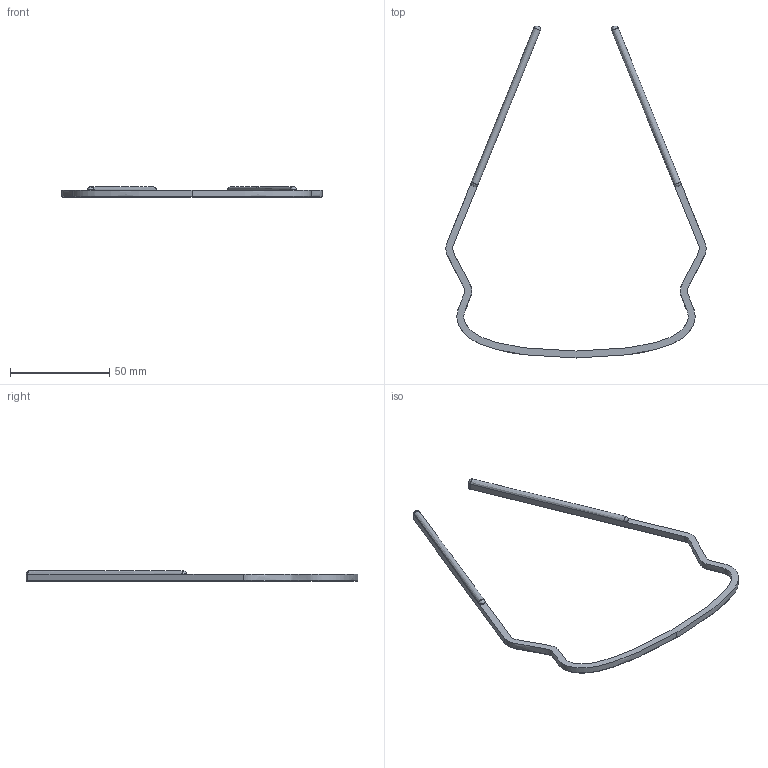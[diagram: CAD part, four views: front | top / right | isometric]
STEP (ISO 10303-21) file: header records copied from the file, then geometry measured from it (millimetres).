
FILE_DESCRIPTION(/* description */ ('Alibre Inc.'),/* implementation_level */ '2;1');
FILE_NAME(/* name */ 'export-824E2E57-952A-4DA9-A346-4D8C6D8B6CF7',/* time_stamp */ '2020-04-15T22:25:14+02:00',/* author */ (''),/* organization */ (''),/* preprocessor_version */ 'ST-DEVELOPER v17',/* originating_system */ 'Alibre',/* authorisation */ '');
FILE_SCHEMA (('AUTOMOTIVE_DESIGN'));
Length unit declared in the file: centimetre
Bounding box: 131.13 x 167.2 x 5.25 mm (x, y, z)
Volume: 6240.6 mm3; surface area: 6421.5 mm2
Topology: 1 solids, 1 shells, 32 faces, 76 edges, 42 vertices
Faces by surface type: bspline 12, plane 12, cylinder 6, extrusion 2
Entity records: 3233 total; most frequent: CARTESIAN_POINT 2592, ORIENTED_EDGE 144, DIRECTION 92, EDGE_CURVE 72, VERTEX_POINT 42, VECTOR 36, LINE 34, AXIS2_PLACEMENT_3D 34
